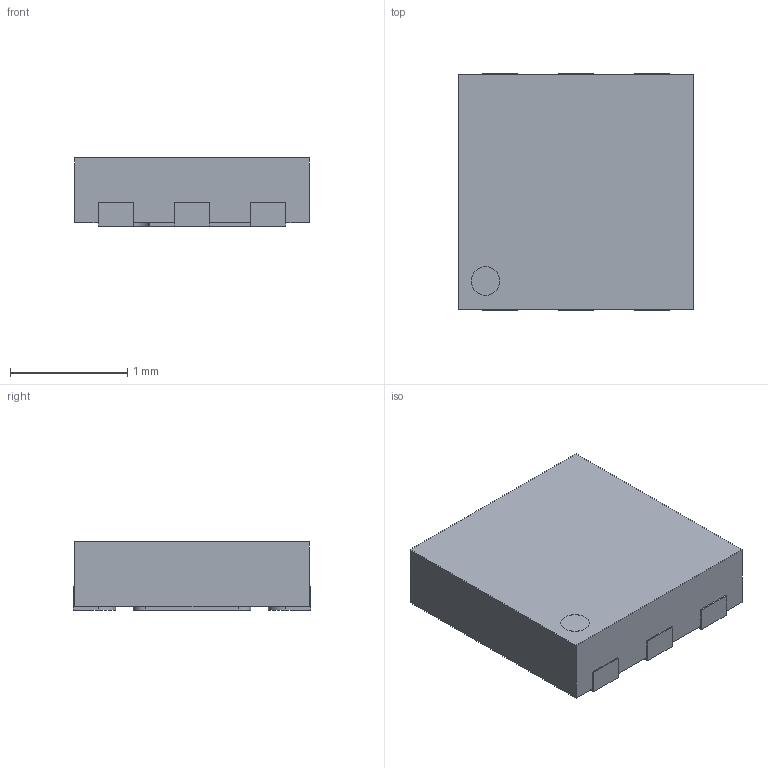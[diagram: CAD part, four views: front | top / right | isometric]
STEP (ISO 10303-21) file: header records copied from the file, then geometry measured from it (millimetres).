
FILE_DESCRIPTION (( 'STEP AP214' ), '1' );
FILE_NAME ('LFCSP-6_L2.0-W2.0-P0.65-BL-EP-1.STEP', '2022-04-16T15:50:55', ( '' ), ( '' ), 'SwSTEP 2.0', 'SolidWorks 2020', '' );
FILE_SCHEMA (( 'AUTOMOTIVE_DESIGN' ));
Length unit declared in the file: millimetre
Products named in the file (1): LFCSP-6_L2.0-W2.0-P0.65-BL-EP-1
Bounding box: 2 x 2.02 x 0.58 mm (x, y, z)
Volume: 2.3 mm3; surface area: 12.8 mm2
Topology: 1 solids, 1 shells, 115 faces, 312 edges, 208 vertices
Faces by surface type: plane 88, bspline 14, cylinder 13
Entity records: 5439 total; most frequent: CARTESIAN_POINT 1434, ORIENTED_EDGE 624, DIRECTION 514, EDGE_CURVE 312, VECTOR 258, LINE 258, VERTEX_POINT 208, AXIS2_PLACEMENT_3D 128
